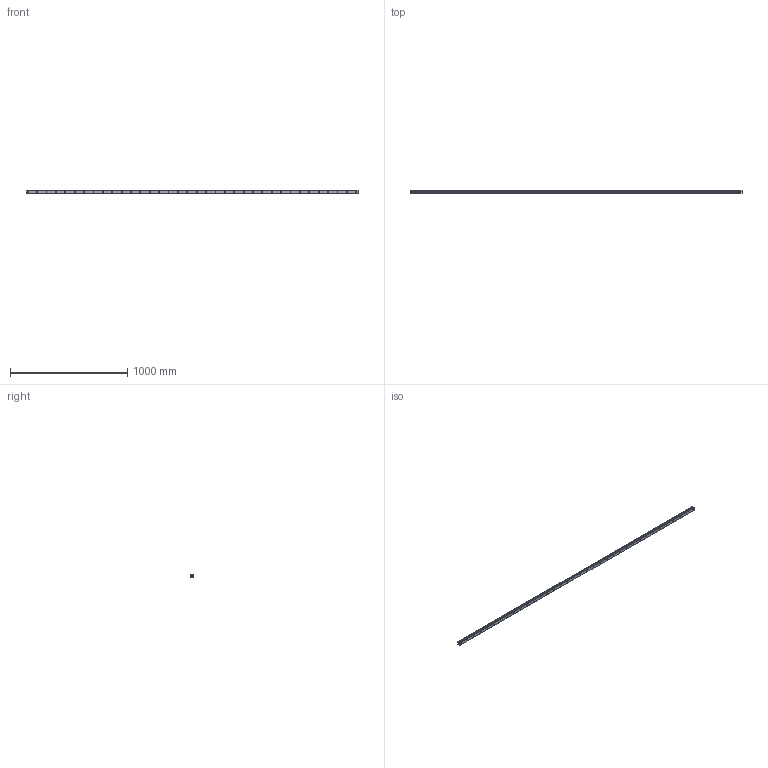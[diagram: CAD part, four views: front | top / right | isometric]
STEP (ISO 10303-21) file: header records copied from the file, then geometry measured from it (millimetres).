
FILE_DESCRIPTION (( 'STEP AP214' ), '1' );
FILE_NAME ('SSR30XTB1SS-2830L_G15_0_B-M6F_1366-5_0_0_0.STEP', '2021-06-29T12:01:21', ( '' ), ( '' ), 'SwSTEP 2.0', 'SolidWorks 2021', '' );
FILE_SCHEMA (( 'AUTOMOTIVE_DESIGN' ));
Length unit declared in the file: millimetre
Products named in the file (2): SSR30XTB1SS-2830L_G15_0_B-M6F_1366-5_0_0_0; _SSR30XTBY283015 Track
Assembly tree (1 placements, depth 2):
  SSR30XTB1SS-2830L_G15_0_B-M6F_1366-5_0_0_0
    _SSR30XTBY283015 Track
Bounding box: 2830 x 23 x 28 mm (x, y, z)
Volume: 1527717.7 mm3; surface area: 329093.9 mm2
Topology: 1 solids, 1 shells, 207 faces, 507 edges, 338 vertices
Faces by surface type: cylinder 151, plane 56
Entity records: 6473 total; most frequent: DIRECTION 1231, CARTESIAN_POINT 1056, ORIENTED_EDGE 1014, AXIS2_PLACEMENT_3D 513, EDGE_CURVE 507, VERTEX_POINT 338, EDGE_LOOP 315, CIRCLE 302
